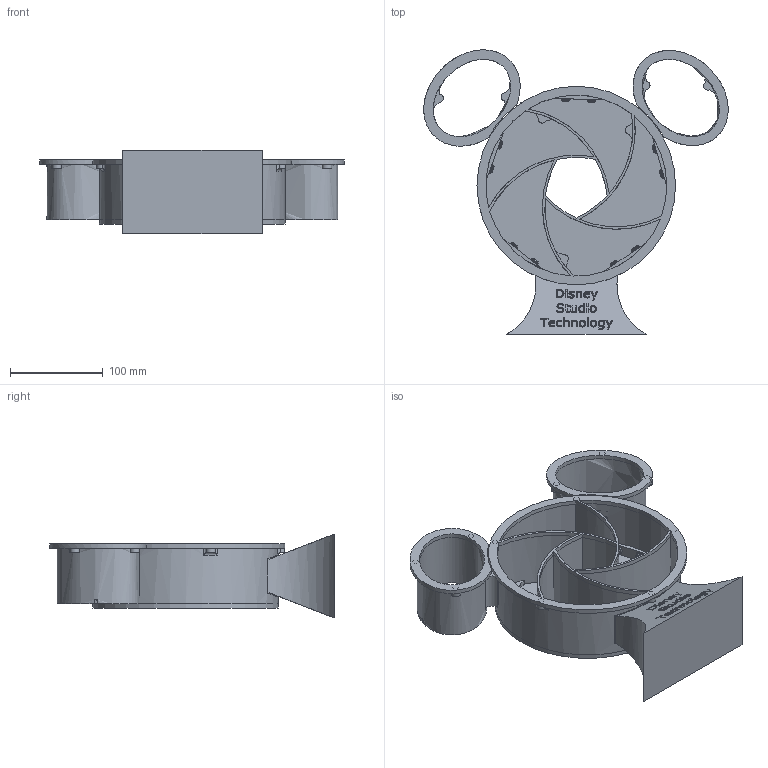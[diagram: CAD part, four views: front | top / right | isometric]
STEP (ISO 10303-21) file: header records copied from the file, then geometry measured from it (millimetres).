
FILE_DESCRIPTION(/* description */ (''),/* implementation_level */ '2;1');
FILE_NAME(/* name */ 'studio tech logo.step',/* time_stamp */ '2023-03-22T20:11:32-06:00',/* author */ (''),/* organization */ (''),/* preprocessor_version */ 'ST-DEVELOPER v19.2',/* originating_system */ 'Autodesk Translation Framework v11.17.0.187',/* authorisation */ '');
FILE_SCHEMA (('AUTOMOTIVE_DESIGN { 1 0 10303 214 3 1 1 }'));
Length unit declared in the file: millimetre
Products named in the file (10): studio tech logo 2; frame; face; ears; ear brackets; ear covers; stand; led_brackets; back panel mounts; frame back
Assembly tree (9 placements, depth 2):
  studio tech logo 2
    frame
    face
    ears
    ear brackets
    ear covers
    stand
    led_brackets
    back panel mounts
    frame back
Bounding box: 328.12 x 306.26 x 90 mm (x, y, z)
Volume: 549420.4 mm3; surface area: 417109.4 mm2
Topology: 22 solids, 22 shells, 960 faces, 2464 edges, 1628 vertices
Faces by surface type: plane 457, bspline 327, cylinder 151, torus 15, cone 10
Full cylindrical faces by diameter (mm): 2.75 x10, 6.5 x22, 7 x10, 9 x10, 200 x2, 214.033 x1
Entity records: 35733 total; most frequent: CARTESIAN_POINT 13893, ORIENTED_EDGE 4920, DIRECTION 3480, EDGE_CURVE 2460, VERTEX_POINT 1628, LINE 1320, VECTOR 1320, EDGE_LOOP 1132
